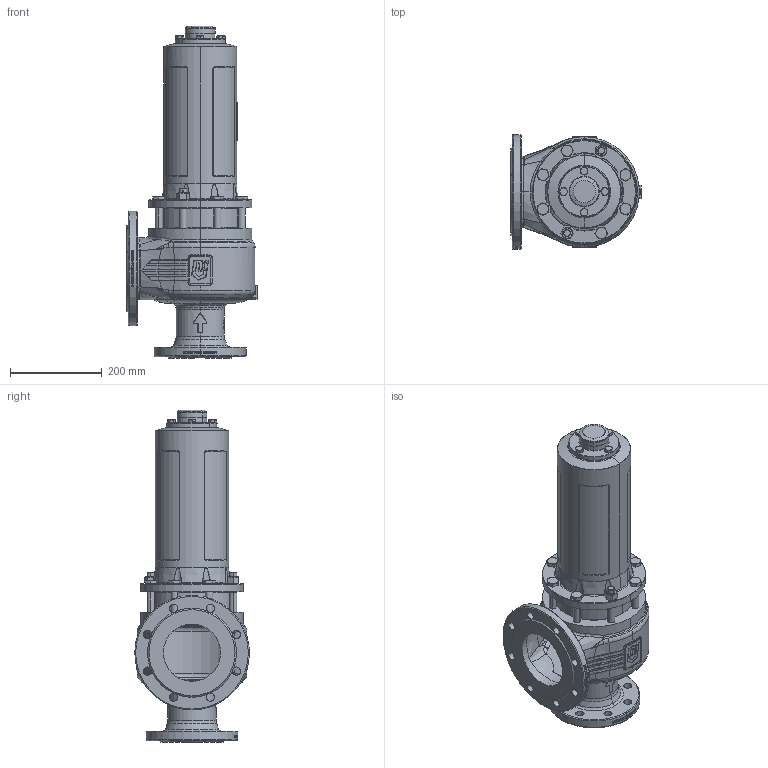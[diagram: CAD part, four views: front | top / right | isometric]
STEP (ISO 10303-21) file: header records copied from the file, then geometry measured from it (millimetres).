
FILE_DESCRIPTION(('HOOPS Exchange Step'),'2;1');
FILE_NAME('SF0402_DN80_DN80-125.stp','2025-06-26T08:45:38+02:00',('nieru'),('Unknown organisation'),'HOOPS Exchange 2024.2','HOOPS Exchange','Unknown authorisation');
FILE_SCHEMA( ('AP203_CONFIGURATION_CONTROLLED_3D_DESIGN_OF_MECHANICAL_PARTS_AND_ASSEMBLIES_MIM_LF') );
Length unit declared in the file: millimetre
Products named in the file (2): 0; root
Assembly tree (1 placements, depth 2):
  root
    0
Bounding box: 284 x 250 x 724.9 mm (x, y, z)
Volume: 5319558.7 mm3; surface area: 1190685.5 mm2
Topology: 20 solids, 20 shells, 1975 faces, 4922 edges, 3025 vertices
Faces by surface type: bspline 690, plane 503, cylinder 346, cone 238, extrusion 100, torus 97, sphere 1
Full cylindrical faces by diameter (mm): 63 x1, 65 x1
Entity records: 160235 total; most frequent: CARTESIAN_POINT 119888, ORIENTED_EDGE 9686, DIRECTION 6055, EDGE_CURVE 4843, VERTEX_POINT 3025, B_SPLINE_CURVE_WITH_KNOTS 2396, AXIS2_PLACEMENT_3D 2332, EDGE_LOOP 2178
